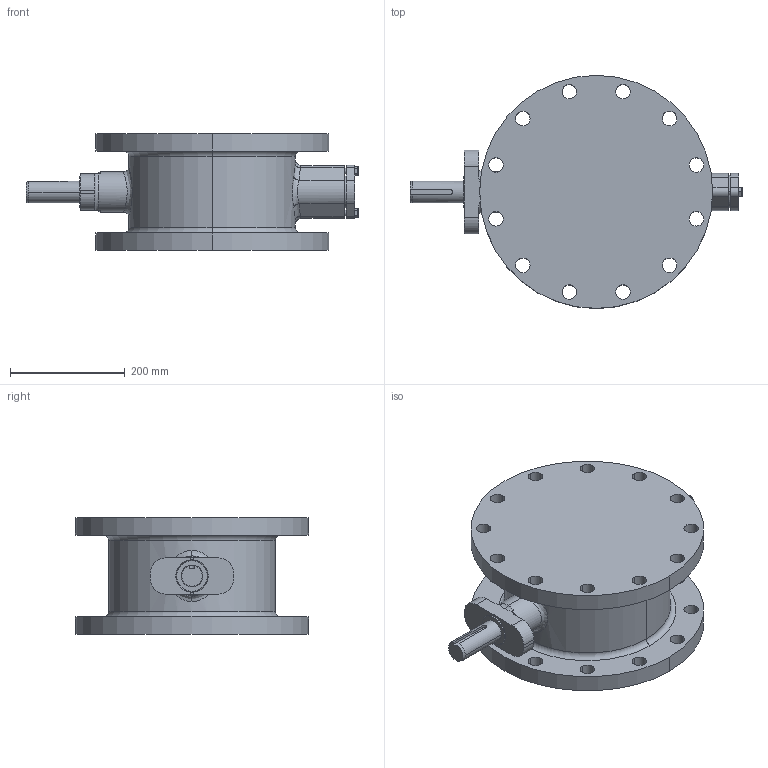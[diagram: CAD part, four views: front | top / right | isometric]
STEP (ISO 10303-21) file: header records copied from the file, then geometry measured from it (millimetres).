
FILE_DESCRIPTION((''),'2;1');
FILE_NAME('A2010_SW0001','2020-08-28T09:30:39',('tomb'),(''),'CREO PARAMETRIC BY PTC INC, 2020053','CREO PARAMETRIC BY PTC INC, 2020053','');
FILE_SCHEMA(('CONFIG_CONTROL_DESIGN'));
Length unit declared in the file: inch
Products named in the file (1): A2010_SW0001
Bounding box: 578.94 x 406.4 x 203.2 mm (x, y, z)
Volume: 17936559.7 mm3; surface area: 695629.3 mm2
Topology: 1 solids, 1 shells, 175 faces, 461 edges, 296 vertices
Faces by surface type: cylinder 83, plane 55, cone 17, bspline 14, torus 6
Entity records: 7508 total; most frequent: CARTESIAN_POINT 3018, DIRECTION 929, ORIENTED_EDGE 922, EDGE_CURVE 461, AXIS2_PLACEMENT_3D 370, VERTEX_POINT 296, EDGE_LOOP 239, CIRCLE 209
